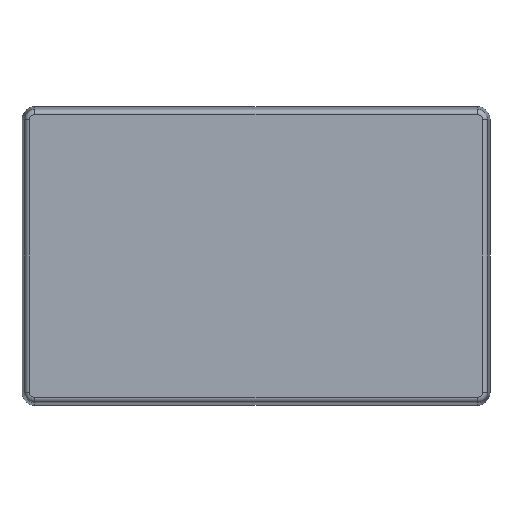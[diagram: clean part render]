
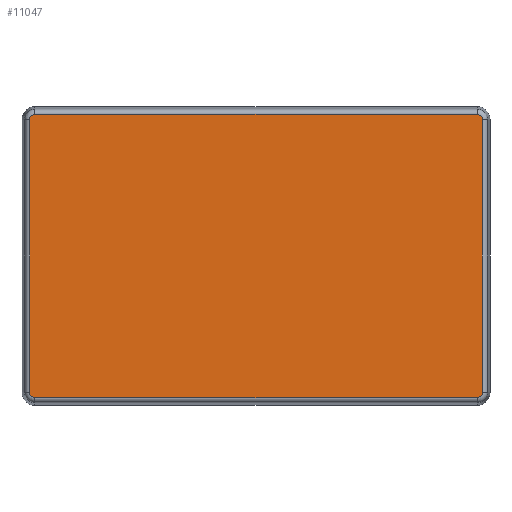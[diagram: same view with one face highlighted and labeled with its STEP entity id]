
A CAD part, front view. The second image highlights one B-rep face of the part: STEP entity #11047.
In plain terms, the highlighted face is planar.
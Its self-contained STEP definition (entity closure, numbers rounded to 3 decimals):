
#285=CIRCLE('',#11669,2.116);
#288=CIRCLE('',#11673,2.116);
#292=CIRCLE('',#11680,2.116);
#295=CIRCLE('',#11684,2.116);
#932=FACE_OUTER_BOUND('',#1708,.T.);
#1708=EDGE_LOOP('',(#8491,#8492,#8493,#8494,#8495,#8496,#8497,#8498));
#2496=LINE('',#17799,#3399);
#2498=LINE('',#17815,#3401);
#2499=LINE('',#17819,#3402);
#2500=LINE('',#17830,#3403);
#3399=VECTOR('',#12943,177.6);
#3401=VECTOR('',#12965,109.6);
#3402=VECTOR('',#12970,109.6);
#3403=VECTOR('',#12987,177.6);
#4859=VERTEX_POINT('',#17796);
#4860=VERTEX_POINT('',#17798);
#4862=VERTEX_POINT('',#17804);
#4863=VERTEX_POINT('',#17808);
#4864=VERTEX_POINT('',#17813);
#4865=VERTEX_POINT('',#17817);
#4866=VERTEX_POINT('',#17821);
#4867=VERTEX_POINT('',#17825);
#6168=EDGE_CURVE('',#4859,#4860,#2496,.T.);
#6172=EDGE_CURVE('',#4862,#4859,#285,.T.);
#6175=EDGE_CURVE('',#4860,#4863,#288,.T.);
#6177=EDGE_CURVE('',#4864,#4862,#2498,.T.);
#6179=EDGE_CURVE('',#4863,#4865,#2499,.T.);
#6181=EDGE_CURVE('',#4866,#4864,#292,.T.);
#6184=EDGE_CURVE('',#4865,#4867,#295,.T.);
#6185=EDGE_CURVE('',#4867,#4866,#2500,.T.);
#8491=ORIENTED_EDGE('',*,*,#6168,.F.);
#8492=ORIENTED_EDGE('',*,*,#6172,.F.);
#8493=ORIENTED_EDGE('',*,*,#6177,.F.);
#8494=ORIENTED_EDGE('',*,*,#6181,.F.);
#8495=ORIENTED_EDGE('',*,*,#6185,.F.);
#8496=ORIENTED_EDGE('',*,*,#6184,.F.);
#8497=ORIENTED_EDGE('',*,*,#6179,.F.);
#8498=ORIENTED_EDGE('',*,*,#6175,.F.);
#10617=PLANE('',#11687);
#11047=ADVANCED_FACE('',(#932),#10617,.F.);
#11669=AXIS2_PLACEMENT_3D('',#17806,#12951,#12952);
#11673=AXIS2_PLACEMENT_3D('',#17811,#12959,#12960);
#11680=AXIS2_PLACEMENT_3D('',#17823,#12975,#12976);
#11684=AXIS2_PLACEMENT_3D('',#17828,#12983,#12984);
#11687=AXIS2_PLACEMENT_3D('',#17833,#12991,#12992);
#12943=DIRECTION('',(1.,0.,0.));
#12951=DIRECTION('center_axis',(0.,0.,1.));
#12952=DIRECTION('ref_axis',(-0.707,-0.707,0.));
#12959=DIRECTION('center_axis',(0.,0.,1.));
#12960=DIRECTION('ref_axis',(0.707,-0.707,0.));
#12965=DIRECTION('',(0.,-1.,0.));
#12970=DIRECTION('',(0.,1.,0.));
#12975=DIRECTION('center_axis',(0.,0.,1.));
#12976=DIRECTION('ref_axis',(-0.707,0.707,0.));
#12983=DIRECTION('center_axis',(0.,0.,1.));
#12984=DIRECTION('ref_axis',(0.707,0.707,0.));
#12987=DIRECTION('',(-1.,0.,0.));
#12991=DIRECTION('center_axis',(0.,0.,1.));
#12992=DIRECTION('ref_axis',(1.,0.,0.));
#17796=CARTESIAN_POINT('',(-88.8,-56.916,-33.));
#17798=CARTESIAN_POINT('',(88.8,-56.916,-33.));
#17799=CARTESIAN_POINT('',(-44.4,-56.916,-33.));
#17804=CARTESIAN_POINT('',(-90.916,-54.8,-33.));
#17806=CARTESIAN_POINT('Origin',(-88.8,-54.8,-33.));
#17808=CARTESIAN_POINT('',(90.916,-54.8,-33.));
#17811=CARTESIAN_POINT('Origin',(88.8,-54.8,-33.));
#17813=CARTESIAN_POINT('',(-90.916,54.8,-33.));
#17815=CARTESIAN_POINT('',(-90.916,27.4,-33.));
#17817=CARTESIAN_POINT('',(90.916,54.8,-33.));
#17819=CARTESIAN_POINT('',(90.916,-27.4,-33.));
#17821=CARTESIAN_POINT('',(-88.8,56.916,-33.));
#17823=CARTESIAN_POINT('Origin',(-88.8,54.8,-33.));
#17825=CARTESIAN_POINT('',(88.8,56.916,-33.));
#17828=CARTESIAN_POINT('Origin',(88.8,54.8,-33.));
#17830=CARTESIAN_POINT('',(44.4,56.916,-33.));
#17833=CARTESIAN_POINT('Origin',(0.,0.,-33.));
